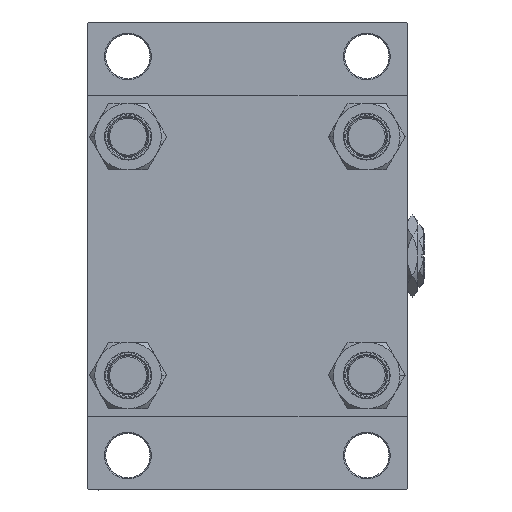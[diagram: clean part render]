
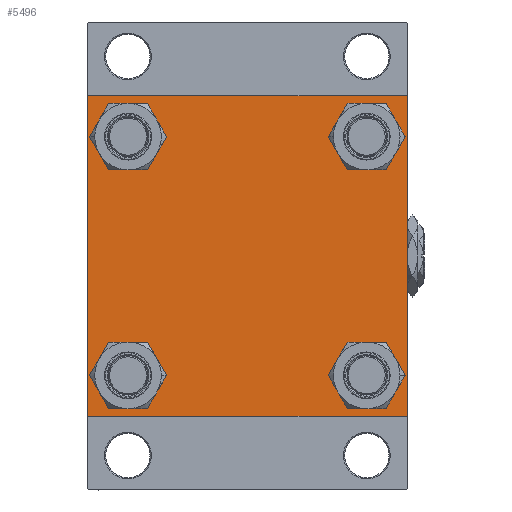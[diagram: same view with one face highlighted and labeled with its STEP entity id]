
A CAD part, left-side view. The second image highlights one B-rep face of the part: STEP entity #5496.
In plain terms, the highlighted planar face has unit normal (-1, 0, 0).
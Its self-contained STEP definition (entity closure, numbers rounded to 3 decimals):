
#219 = VECTOR ( 'NONE', #7442, 1000. ) ;
#396 = EDGE_LOOP ( 'NONE', ( #22289, #32399 ) ) ;
#416 = CARTESIAN_POINT ( 'NONE',  ( 0., 48.45, 56.95 ) ) ;
#591 = CARTESIAN_POINT ( 'NONE',  ( 0., -48.45, -48.45 ) ) ;
#794 = CARTESIAN_POINT ( 'NONE',  ( 0., -48.45, -48.45 ) ) ;
#1086 = DIRECTION ( 'NONE',  ( 1., 0., 0. ) ) ;
#2167 = EDGE_CURVE ( 'NONE', #21967, #34217, #14777, .T. ) ;
#2410 = ORIENTED_EDGE ( 'NONE', *, *, #16486, .T. ) ;
#2648 = EDGE_CURVE ( 'NONE', #42417, #26126, #47245, .T. ) ;
#2842 = LINE ( 'NONE', #3344, #7129 ) ;
#2902 = ORIENTED_EDGE ( 'NONE', *, *, #37356, .T. ) ;
#3344 = CARTESIAN_POINT ( 'NONE',  ( 0., 64.75, -64.75 ) ) ;
#3570 = CARTESIAN_POINT ( 'NONE',  ( 0., 65., 65. ) ) ;
#3655 = DIRECTION ( 'NONE',  ( 0., 0., 1. ) ) ;
#3658 = CARTESIAN_POINT ( 'NONE',  ( 0., 64.75, 64.75 ) ) ;
#3858 = AXIS2_PLACEMENT_3D ( 'NONE', #35592, #1086, #16458 ) ;
#3931 = EDGE_CURVE ( 'NONE', #34217, #38553, #2842, .T. ) ;
#5292 = VERTEX_POINT ( 'NONE', #28375 ) ;
#5293 = ORIENTED_EDGE ( 'NONE', *, *, #27844, .T. ) ;
#5437 = CARTESIAN_POINT ( 'NONE',  ( 0., 48.45, -56.95 ) ) ;
#5496 = ADVANCED_FACE ( 'NONE', ( #15498, #42933, #8439, #34130, #19263 ), #16000, .T. ) ;
#5584 = DIRECTION ( 'NONE',  ( 0., 0.707, 0.707 ) ) ;
#5586 = AXIS2_PLACEMENT_3D ( 'NONE', #38385, #31339, #3655 ) ;
#5621 = CARTESIAN_POINT ( 'NONE',  ( 0., 65., -65. ) ) ;
#5930 = VERTEX_POINT ( 'NONE', #26924 ) ;
#6457 = ORIENTED_EDGE ( 'NONE', *, *, #15903, .T. ) ;
#6518 = CARTESIAN_POINT ( 'NONE',  ( 0., -48.45, 56.95 ) ) ;
#6519 = CIRCLE ( 'NONE', #33838, 8.5 ) ;
#6610 = DIRECTION ( 'NONE',  ( 0., 0., 1. ) ) ;
#6977 = CARTESIAN_POINT ( 'NONE',  ( 0., 48.45, 48.45 ) ) ;
#7129 = VECTOR ( 'NONE', #22234, 1000. ) ;
#7236 = AXIS2_PLACEMENT_3D ( 'NONE', #794, #12404, #16177 ) ;
#7442 = DIRECTION ( 'NONE',  ( 0., 0.707, -0.707 ) ) ;
#7650 = EDGE_CURVE ( 'NONE', #22989, #13435, #37819, .T. ) ;
#7737 = AXIS2_PLACEMENT_3D ( 'NONE', #6977, #32926, #13806 ) ;
#8439 = FACE_BOUND ( 'NONE', #10746, .T. ) ;
#9291 = EDGE_CURVE ( 'NONE', #13435, #22989, #14586, .T. ) ;
#9527 = EDGE_CURVE ( 'NONE', #5292, #11220, #18938, .T. ) ;
#10143 = DIRECTION ( 'NONE',  ( 0., 0., 1. ) ) ;
#10250 = CARTESIAN_POINT ( 'NONE',  ( 0., 65., 65. ) ) ;
#10746 = EDGE_LOOP ( 'NONE', ( #47409, #19350 ) ) ;
#11220 = VERTEX_POINT ( 'NONE', #13254 ) ;
#11639 = VECTOR ( 'NONE', #44889, 1000. ) ;
#12370 = CIRCLE ( 'NONE', #25227, 8.5 ) ;
#12404 = DIRECTION ( 'NONE',  ( 1., 0., 0. ) ) ;
#12930 = EDGE_CURVE ( 'NONE', #48949, #26416, #6519, .T. ) ;
#13196 = CARTESIAN_POINT ( 'NONE',  ( 0., -48.45, -56.95 ) ) ;
#13254 = CARTESIAN_POINT ( 'NONE',  ( 0., -64.5, 65. ) ) ;
#13424 = AXIS2_PLACEMENT_3D ( 'NONE', #46523, #43021, #35469 ) ;
#13435 = VERTEX_POINT ( 'NONE', #49681 ) ;
#13646 = ORIENTED_EDGE ( 'NONE', *, *, #39589, .T. ) ;
#13806 = DIRECTION ( 'NONE',  ( 0., 0., 1. ) ) ;
#14586 = CIRCLE ( 'NONE', #39461, 8.5 ) ;
#14777 = LINE ( 'NONE', #10250, #38418 ) ;
#15498 = FACE_BOUND ( 'NONE', #17422, .T. ) ;
#15842 = EDGE_LOOP ( 'NONE', ( #39273, #2902 ) ) ;
#15903 = EDGE_CURVE ( 'NONE', #41712, #11220, #47347, .T. ) ;
#16000 = PLANE ( 'NONE',  #5586 ) ;
#16177 = DIRECTION ( 'NONE',  ( 0., 0., 1. ) ) ;
#16271 = ORIENTED_EDGE ( 'NONE', *, *, #21194, .T. ) ;
#16458 = DIRECTION ( 'NONE',  ( 0., 0., 1. ) ) ;
#16486 = EDGE_CURVE ( 'NONE', #5292, #21967, #41929, .T. ) ;
#16711 = LINE ( 'NONE', #5621, #30717 ) ;
#17422 = EDGE_LOOP ( 'NONE', ( #13646, #5293 ) ) ;
#18938 = LINE ( 'NONE', #3570, #29020 ) ;
#19263 = FACE_OUTER_BOUND ( 'NONE', #48495, .T. ) ;
#19350 = ORIENTED_EDGE ( 'NONE', *, *, #29414, .T. ) ;
#20174 = CARTESIAN_POINT ( 'NONE',  ( 0., -48.45, 48.45 ) ) ;
#21194 = EDGE_CURVE ( 'NONE', #38553, #5930, #16711, .T. ) ;
#21477 = DIRECTION ( 'NONE',  ( 1., 0., 0. ) ) ;
#21478 = CIRCLE ( 'NONE', #13424, 8.5 ) ;
#21967 = VERTEX_POINT ( 'NONE', #45427 ) ;
#22234 = DIRECTION ( 'NONE',  ( 0., -0.707, -0.707 ) ) ;
#22289 = ORIENTED_EDGE ( 'NONE', *, *, #9291, .T. ) ;
#22989 = VERTEX_POINT ( 'NONE', #13196 ) ;
#23020 = CIRCLE ( 'NONE', #7737, 8.5 ) ;
#24500 = CARTESIAN_POINT ( 'NONE',  ( 0., -65., 64.5 ) ) ;
#25002 = LINE ( 'NONE', #40346, #32686 ) ;
#25227 = AXIS2_PLACEMENT_3D ( 'NONE', #20174, #44059, #27721 ) ;
#26102 = CARTESIAN_POINT ( 'NONE',  ( 0., 64.5, -65. ) ) ;
#26126 = VERTEX_POINT ( 'NONE', #5437 ) ;
#26416 = VERTEX_POINT ( 'NONE', #35130 ) ;
#26924 = CARTESIAN_POINT ( 'NONE',  ( 0., -64.5, -65. ) ) ;
#27272 = ORIENTED_EDGE ( 'NONE', *, *, #3931, .T. ) ;
#27721 = DIRECTION ( 'NONE',  ( 0., 0., 1. ) ) ;
#27844 = EDGE_CURVE ( 'NONE', #30889, #45161, #12370, .T. ) ;
#27866 = DIRECTION ( 'NONE',  ( 0., 0., 1. ) ) ;
#28375 = CARTESIAN_POINT ( 'NONE',  ( 0., 64.5, 65. ) ) ;
#29020 = VECTOR ( 'NONE', #34051, 1000. ) ;
#29414 = EDGE_CURVE ( 'NONE', #26126, #42417, #34920, .T. ) ;
#29510 = DIRECTION ( 'NONE',  ( 0., 0., -1. ) ) ;
#29971 = EDGE_CURVE ( 'NONE', #5930, #43568, #33821, .T. ) ;
#30116 = DIRECTION ( 'NONE',  ( 0., 0., -1. ) ) ;
#30717 = VECTOR ( 'NONE', #44619, 1000. ) ;
#30889 = VERTEX_POINT ( 'NONE', #44350 ) ;
#31339 = DIRECTION ( 'NONE',  ( -1., 0., 0. ) ) ;
#32133 = DIRECTION ( 'NONE',  ( 1., 0., 0. ) ) ;
#32399 = ORIENTED_EDGE ( 'NONE', *, *, #7650, .T. ) ;
#32686 = VECTOR ( 'NONE', #29510, 1000. ) ;
#32926 = DIRECTION ( 'NONE',  ( 1., 0., 0. ) ) ;
#33314 = ORIENTED_EDGE ( 'NONE', *, *, #2167, .T. ) ;
#33821 = LINE ( 'NONE', #45383, #11639 ) ;
#33838 = AXIS2_PLACEMENT_3D ( 'NONE', #41083, #44376, #6610 ) ;
#34051 = DIRECTION ( 'NONE',  ( 0., -1., 0. ) ) ;
#34130 = FACE_BOUND ( 'NONE', #15842, .T. ) ;
#34217 = VERTEX_POINT ( 'NONE', #48391 ) ;
#34920 = CIRCLE ( 'NONE', #42133, 8.5 ) ;
#35130 = CARTESIAN_POINT ( 'NONE',  ( 0., 48.45, 39.95 ) ) ;
#35469 = DIRECTION ( 'NONE',  ( 0., 0., 1. ) ) ;
#35592 = CARTESIAN_POINT ( 'NONE',  ( 0., 48.45, -48.45 ) ) ;
#35803 = CARTESIAN_POINT ( 'NONE',  ( 0., -64.75, 64.75 ) ) ;
#37356 = EDGE_CURVE ( 'NONE', #26416, #48949, #23020, .T. ) ;
#37819 = CIRCLE ( 'NONE', #7236, 8.5 ) ;
#37927 = CARTESIAN_POINT ( 'NONE',  ( 0., 48.45, -39.95 ) ) ;
#38385 = CARTESIAN_POINT ( 'NONE',  ( 0., 0., 0. ) ) ;
#38418 = VECTOR ( 'NONE', #30116, 1000. ) ;
#38553 = VERTEX_POINT ( 'NONE', #26102 ) ;
#38913 = EDGE_CURVE ( 'NONE', #41712, #43568, #25002, .T. ) ;
#39273 = ORIENTED_EDGE ( 'NONE', *, *, #12930, .T. ) ;
#39461 = AXIS2_PLACEMENT_3D ( 'NONE', #591, #21477, #10143 ) ;
#39589 = EDGE_CURVE ( 'NONE', #45161, #30889, #21478, .T. ) ;
#40346 = CARTESIAN_POINT ( 'NONE',  ( 0., -65., 65. ) ) ;
#40405 = VECTOR ( 'NONE', #5584, 1000. ) ;
#41083 = CARTESIAN_POINT ( 'NONE',  ( 0., 48.45, 48.45 ) ) ;
#41712 = VERTEX_POINT ( 'NONE', #24500 ) ;
#41929 = LINE ( 'NONE', #3658, #219 ) ;
#42133 = AXIS2_PLACEMENT_3D ( 'NONE', #46977, #32133, #27866 ) ;
#42417 = VERTEX_POINT ( 'NONE', #37927 ) ;
#42687 = ORIENTED_EDGE ( 'NONE', *, *, #9527, .F. ) ;
#42933 = FACE_BOUND ( 'NONE', #396, .T. ) ;
#43021 = DIRECTION ( 'NONE',  ( 1., 0., 0. ) ) ;
#43568 = VERTEX_POINT ( 'NONE', #45138 ) ;
#43715 = ORIENTED_EDGE ( 'NONE', *, *, #29971, .T. ) ;
#44059 = DIRECTION ( 'NONE',  ( 1., 0., 0. ) ) ;
#44350 = CARTESIAN_POINT ( 'NONE',  ( 0., -48.45, 39.95 ) ) ;
#44376 = DIRECTION ( 'NONE',  ( 1., 0., 0. ) ) ;
#44619 = DIRECTION ( 'NONE',  ( 0., -1., 0. ) ) ;
#44889 = DIRECTION ( 'NONE',  ( 0., -0.707, 0.707 ) ) ;
#45138 = CARTESIAN_POINT ( 'NONE',  ( 0., -65., -64.5 ) ) ;
#45161 = VERTEX_POINT ( 'NONE', #6518 ) ;
#45383 = CARTESIAN_POINT ( 'NONE',  ( 0., -64.75, -64.75 ) ) ;
#45427 = CARTESIAN_POINT ( 'NONE',  ( 0., 65., 64.5 ) ) ;
#45929 = ORIENTED_EDGE ( 'NONE', *, *, #38913, .F. ) ;
#46523 = CARTESIAN_POINT ( 'NONE',  ( 0., -48.45, 48.45 ) ) ;
#46977 = CARTESIAN_POINT ( 'NONE',  ( 0., 48.45, -48.45 ) ) ;
#47245 = CIRCLE ( 'NONE', #3858, 8.5 ) ;
#47347 = LINE ( 'NONE', #35803, #40405 ) ;
#47409 = ORIENTED_EDGE ( 'NONE', *, *, #2648, .T. ) ;
#48391 = CARTESIAN_POINT ( 'NONE',  ( 0., 65., -64.5 ) ) ;
#48495 = EDGE_LOOP ( 'NONE', ( #33314, #27272, #16271, #43715, #45929, #6457, #42687, #2410 ) ) ;
#48949 = VERTEX_POINT ( 'NONE', #416 ) ;
#49681 = CARTESIAN_POINT ( 'NONE',  ( 0., -48.45, -39.95 ) ) ;
